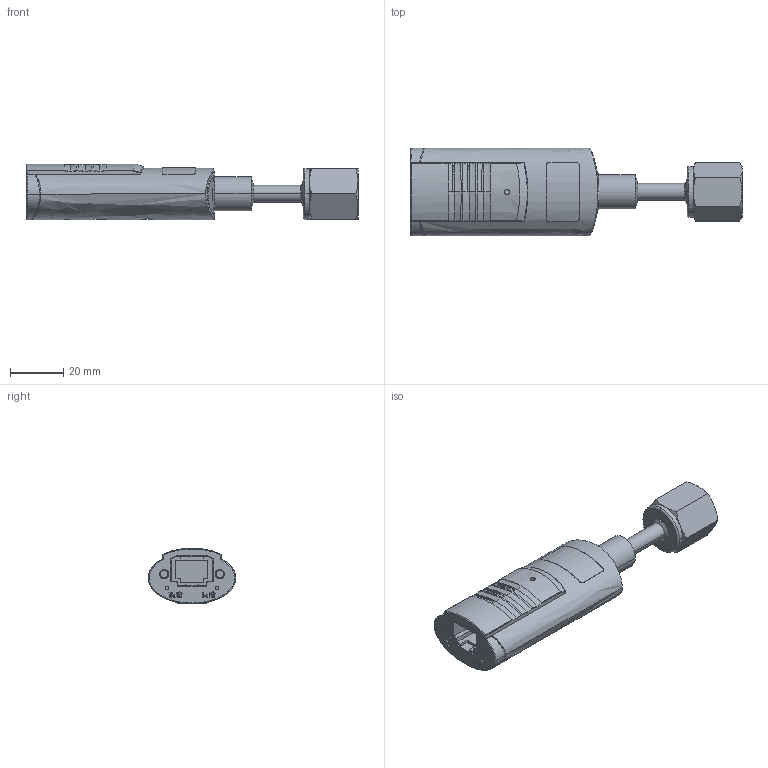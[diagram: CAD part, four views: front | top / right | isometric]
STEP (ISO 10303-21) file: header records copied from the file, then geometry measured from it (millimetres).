
FILE_DESCRIPTION((''),'2;1');
FILE_NAME('350-145.stp','2005-02-07T11:37:59',('VCRC_L'),(''),'Autodesk Inventor 9','Autodesk Inventor 9','');
FILE_SCHEMA(('AUTOMOTIVE_DESIGN { 1 0 10303 214 1 1 1 1 }'));
Length unit declared in the file: millimetre
Products named in the file (1): Bauteil16
Bounding box: 124.5 x 32.8 x 20.9 mm (x, y, z)
Volume: 18039.7 mm3; surface area: 21711.3 mm2
Topology: 1 solids, 1 shells, 698 faces, 1992 edges, 1308 vertices
Faces by surface type: plane 273, bspline 190, cylinder 185, cone 40, torus 6, sphere 4
Entity records: 27034 total; most frequent: CARTESIAN_POINT 10055, ORIENTED_EDGE 3980, DIRECTION 2871, EDGE_CURVE 1990, VERTEX_POINT 1308, VECTOR 1073, LINE 1073, AXIS2_PLACEMENT_3D 899
